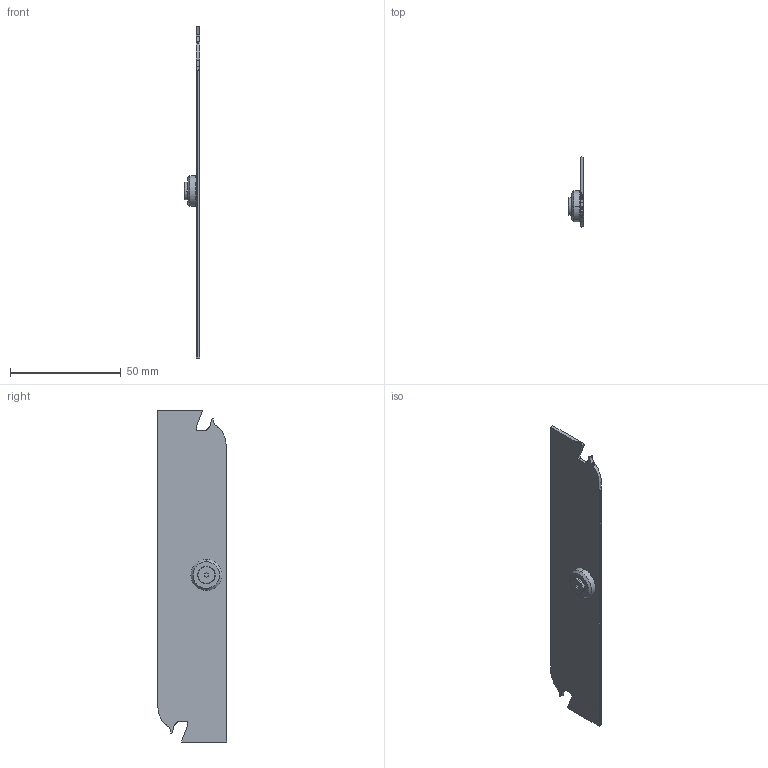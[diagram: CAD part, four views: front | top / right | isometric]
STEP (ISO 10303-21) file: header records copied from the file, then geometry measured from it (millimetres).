
FILE_DESCRIPTION(/* description */ (''),/* implementation_level */ '2;1');
FILE_NAME(/* name */ 'GWB32NA2-D60-C.stp',/* time_stamp */ '2021-04-02T17:52:57+09:00',/* author */ (''),/* organization */ (''),/* preprocessor_version */ 'ST-DEVELOPER v16',/* originating_system */ 'SIEMENS PLM Software NX 10.0',/* authorisation */ '');
FILE_SCHEMA (('AUTOMOTIVE_DESIGN { 1 0 10303 214 3 1 1 1 }'));
Length unit declared in the file: millimetre
Products named in the file (1): GWB32NA2-D60-C_ASM
Bounding box: 6.85 x 31.58 x 150 mm (x, y, z)
Volume: 7354 mm3; surface area: 10424.5 mm2
Topology: 3 solids, 3 shells, 101 faces, 288 edges, 201 vertices
Faces by surface type: plane 47, cylinder 38, torus 8, cone 8
Entity records: 4030 total; most frequent: CARTESIAN_POINT 1152, DIRECTION 608, ORIENTED_EDGE 576, EDGE_CURVE 288, AXIS2_PLACEMENT_3D 229, VERTEX_POINT 198, LINE 150, VECTOR 150
